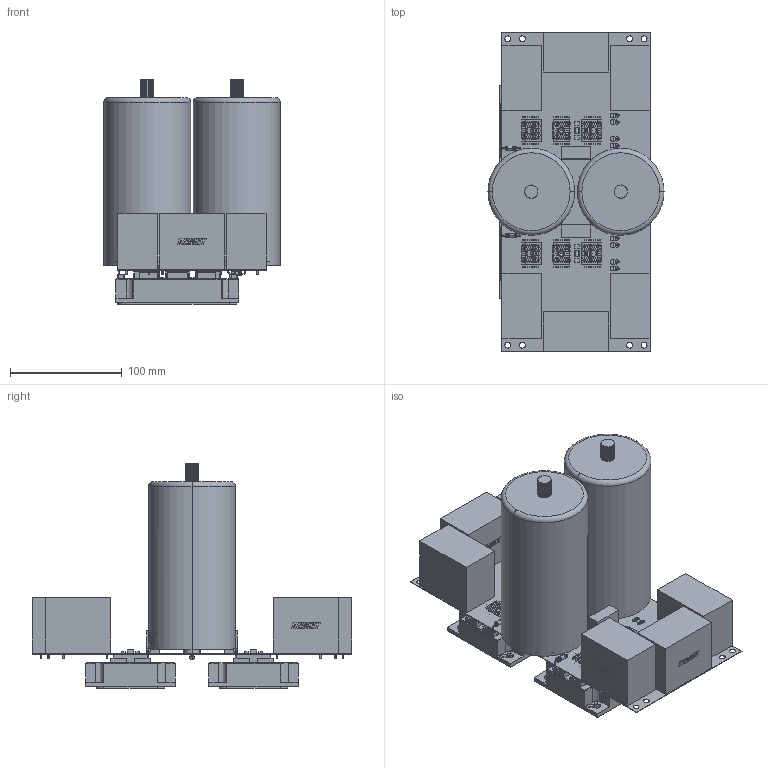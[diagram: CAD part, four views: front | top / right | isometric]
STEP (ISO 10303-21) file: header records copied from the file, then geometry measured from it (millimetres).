
FILE_DESCRIPTION(('Open CASCADE Model'),'2;1');
FILE_NAME('Open CASCADE Shape Model','2018-10-30T12:35:56',('Author'),( 'Open CASCADE'),'Open CASCADE STEP processor 6.8','Open CASCADE 6.8' ,'Unknown');
FILE_SCHEMA(('AUTOMOTIVE_DESIGN { 1 0 10303 214 1 1 1 1 }'));
Length unit declared in the file: millimetre
Products named in the file (63): PCB; BoardBig_Coil_Bridge_PCBA_2; C18Big_Coil_Bridge_PCBA_2; 5722069440; Terminal; Open_CASCADE_STEP_translator_6.8_4.1.1; Open_CASCADE_STEP_translator_6.8_4.1.2; Mid_Body; Open_CASCADE_STEP_translator_6.8_4.2.1; C17Big_Coil_Bridge_PCBA_2; C16Big_Coil_Bridge_PCBA_2; C15Big_Coil_Bridge_PCBA_2; C13Big_Coil_Bridge_PCBA_2; 6617665920; Extruded; 6617662848; 6617663040; C11Big_Coil_Bridge_PCBA_2; R4Big_Coil_Bridge_PCBA_2; User_Library-Resistor_Carvao_2W; User_Library-Resistor_Carvao_2W_leed; User_Library-Resistor_Carvao_2W_leed1; User_Library-Resistor_Carvao_2W_Cylinder003; User_Library-Resistor_Carvao_2W_Cylinder004; User_Library-Resistor_Carvao_2W_Torus; User_Library-Resistor_Carvao_2W_Torus001; User_Library-Resistor_Carvao_2W_fx_1; User_Library-Resistor_Carvao_2W_fx_2; User_Library-Resistor_Carvao_2W_fx_3; User_Library-Resistor_Carvao_2W_fx_tol; User_Library-Resistor_Carvao_2W_Cylinder005; User_Library-Resistor_Carvao_2W_Cylinder006; User_Library-Resistor_Carvao_2W_Cylinder007; User_Library-Resistor_Carvao_2W_Fillet; User_Library-Resistor_Carvao_2W_Fillet001; R3Big_Coil_Bridge_PCBA_2; R1Big_Coil_Bridge_PCBA_2; R2Big_Coil_Bridge_PCBA_2; C14Big_Coil_Bridge_PCBA_2; 6313419072 ...
Assembly tree (83 placements, depth 5):
  PCB
    BoardBig_Coil_Bridge_PCBA_2
    C18Big_Coil_Bridge_PCBA_2
      5722069440
        Terminal
          Open_CASCADE_STEP_translator_6.8_4.1.1
          Open_CASCADE_STEP_translator_6.8_4.1.2
        Mid_Body
          Open_CASCADE_STEP_translator_6.8_4.2.1
    C17Big_Coil_Bridge_PCBA_2
      5722069440
        Terminal
          Open_CASCADE_STEP_translator_6.8_4.1.1
          Open_CASCADE_STEP_translator_6.8_4.1.2
        Mid_Body
          Open_CASCADE_STEP_translator_6.8_4.2.1
    C16Big_Coil_Bridge_PCBA_2
      5722069440
        Terminal
          Open_CASCADE_STEP_translator_6.8_4.1.1
          Open_CASCADE_STEP_translator_6.8_4.1.2
        Mid_Body
          Open_CASCADE_STEP_translator_6.8_4.2.1
    C15Big_Coil_Bridge_PCBA_2
      5722069440
        Terminal
          Open_CASCADE_STEP_translator_6.8_4.1.1
          Open_CASCADE_STEP_translator_6.8_4.1.2
        Mid_Body
          Open_CASCADE_STEP_translator_6.8_4.2.1
    C13Big_Coil_Bridge_PCBA_2
      6617665920
        Extruded
      6617662848
        Extruded
      6617663040
        Extruded
    C11Big_Coil_Bridge_PCBA_2
      6617665920
        Extruded
      6617662848
        Extruded
      6617663040
        Extruded
    R4Big_Coil_Bridge_PCBA_2
      User_Library-Resistor_Carvao_2W
        User_Library-Resistor_Carvao_2W_leed
        User_Library-Resistor_Carvao_2W_leed1
        User_Library-Resistor_Carvao_2W_Cylinder003
        User_Library-Resistor_Carvao_2W_Cylinder004
        User_Library-Resistor_Carvao_2W_Torus
        User_Library-Resistor_Carvao_2W_Torus001
        User_Library-Resistor_Carvao_2W_fx_1
        User_Library-Resistor_Carvao_2W_fx_2
        User_Library-Resistor_Carvao_2W_fx_3
        User_Library-Resistor_Carvao_2W_fx_tol
        User_Library-Resistor_Carvao_2W_Cylinder005
        User_Library-Resistor_Carvao_2W_Cylinder006
        User_Library-Resistor_Carvao_2W_Cylinder007
        User_Library-Resistor_Carvao_2W_Fillet
Bounding box: 157.6 x 286 x 200.94 mm (x, y, z)
Volume: 2505634.7 mm3; surface area: 424363.2 mm2
Topology: 149 solids, 149 shells, 4178 faces, 10822 edges, 7054 vertices
Faces by surface type: plane 2256, cylinder 1668, bspline 104, cone 66, sphere 56, torus 28
Full cylindrical faces by diameter (mm): 0.5 x600, 1 x4, 1.2 x8, 1.5 x24, 5.2 x12, 6 x6, 6.3 x2, 6.4 x16, 10.934 x8, 10.935 x8
Entity records: 63566 total; most frequent: CARTESIAN_POINT 11702, DIRECTION 10354, ORIENTED_EDGE 9596, EDGE_CURVE 4777, AXIS2_PLACEMENT_3D 3919, FACE_BOUND 3263, EDGE_LOOP 3263, VERTEX_POINT 3131
